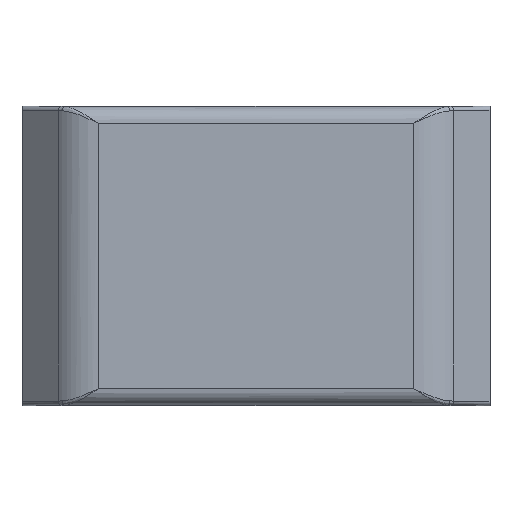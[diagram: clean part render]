
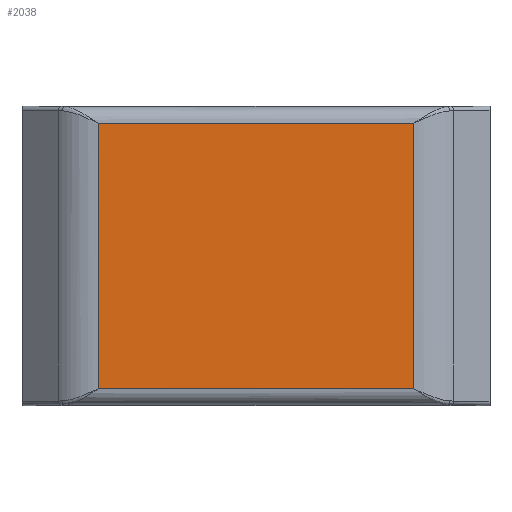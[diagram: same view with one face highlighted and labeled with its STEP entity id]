
A CAD part, top view. The second image highlights one B-rep face of the part: STEP entity #2038.
In plain terms, the highlighted planar face has unit normal (0, 0, 1).
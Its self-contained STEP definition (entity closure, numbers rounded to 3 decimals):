
#464=DIRECTION('',(0.,1.,0.));
#465=VECTOR('',#464,32.825);
#466=CARTESIAN_POINT('',(-19.501,-16.412,7.));
#467=LINE('',#466,#465);
#555=DIRECTION('',(0.,-1.,0.));
#556=VECTOR('',#555,32.825);
#557=CARTESIAN_POINT('',(19.501,16.412,7.));
#558=LINE('',#557,#556);
#659=DIRECTION('',(1.,0.,0.));
#660=VECTOR('',#659,39.001);
#661=CARTESIAN_POINT('',(-19.501,16.412,7.));
#662=LINE('',#661,#660);
#1490=DIRECTION('',(-1.,0.,0.));
#1491=VECTOR('',#1490,39.001);
#1492=CARTESIAN_POINT('',(19.501,-16.412,7.));
#1493=LINE('',#1492,#1491);
#1726=CARTESIAN_POINT('',(-19.501,-16.412,7.));
#1727=CARTESIAN_POINT('',(-19.501,16.412,7.));
#1728=VERTEX_POINT('',#1726);
#1729=VERTEX_POINT('',#1727);
#1730=CARTESIAN_POINT('',(19.501,-16.412,7.));
#1731=VERTEX_POINT('',#1730);
#1732=CARTESIAN_POINT('',(19.501,16.412,7.));
#1733=VERTEX_POINT('',#1732);
#2024=CARTESIAN_POINT('',(22.4,18.5,7.));
#2025=DIRECTION('',(0.,0.,-1.));
#2026=DIRECTION('',(-1.,0.,0.));
#2027=AXIS2_PLACEMENT_3D('',#2024,#2025,#2026);
#2028=PLANE('',#2027);
#2030=ORIENTED_EDGE('',*,*,#2029,.T.);
#2032=ORIENTED_EDGE('',*,*,#2031,.T.);
#2033=ORIENTED_EDGE('',*,*,#1998,.T.);
#2035=ORIENTED_EDGE('',*,*,#2034,.T.);
#2036=EDGE_LOOP('',(#2030,#2032,#2033,#2035));
#2037=FACE_OUTER_BOUND('',#2036,.F.);
#1998=EDGE_CURVE('',#1728,#1729,#467,.T.);
#2029=EDGE_CURVE('',#1733,#1731,#558,.T.);
#2031=EDGE_CURVE('',#1731,#1728,#1493,.T.);
#2034=EDGE_CURVE('',#1729,#1733,#662,.T.);
#2038=ADVANCED_FACE('',(#2037),#2028,.F.);
